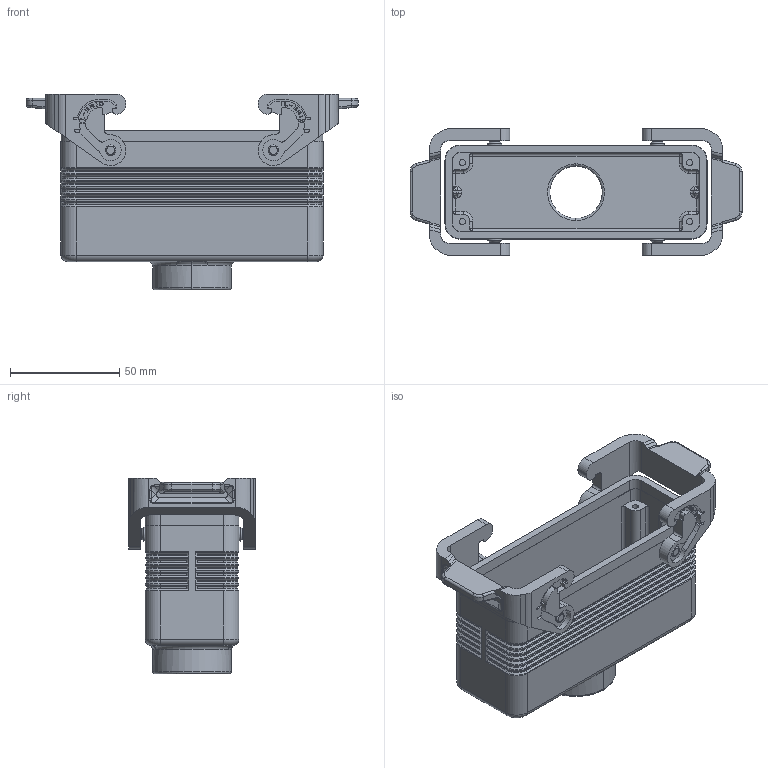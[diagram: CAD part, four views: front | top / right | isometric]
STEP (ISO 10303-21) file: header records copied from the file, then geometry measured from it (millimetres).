
FILE_DESCRIPTION(('Creo Elements/Direct Modeling STEP Export'),'2;1');
FILE_NAME('0ln7uvk5h781n9q5420','2022-02-14T16:06:58',(''),(''),'Creo Elements/Direct Modeling STEP processor for AP214 (Solid Model)','Creo Elements/Direct Modeling 20.1B 02-Apr-2019 (C) Parametric Technology GmbH','');
FILE_SCHEMA(('AUTOMOTIVE_DESIGN { 1 0 10303 214 1 1 1 1 }'));
Products named in the file (2): MLV_24_G32
Assembly tree (1 placements, depth 2):
  MLV_24_G32
    MLV_24_G32
Bounding box: 152 x 58 x 89.7 mm (x, y, z)
Volume: 107793.9 mm3; surface area: 63793.4 mm2
Topology: 1 solids, 1 shells, 1544 faces, 4068 edges, 2580 vertices
Faces by surface type: plane 967, cylinder 385, torus 90, cone 58, bspline 32, sphere 12
Entity records: 64586 total; most frequent: CARTESIAN_POINT 14539, ORIENTED_EDGE 8112, DIRECTION 7522, EDGE_CURVE 4056, VECTOR 2984, LINE 2984, VERTEX_POINT 2580, AXIS2_PLACEMENT_3D 2269
